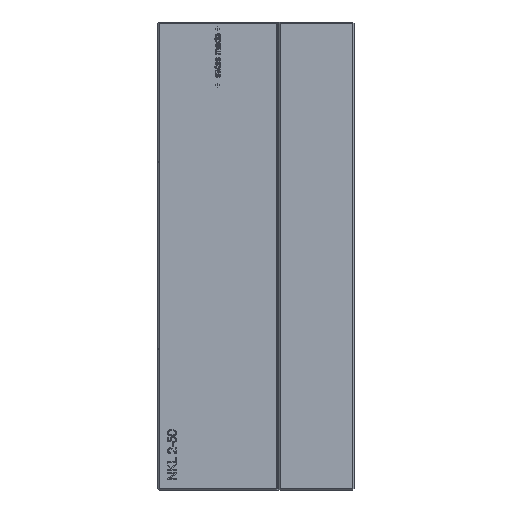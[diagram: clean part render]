
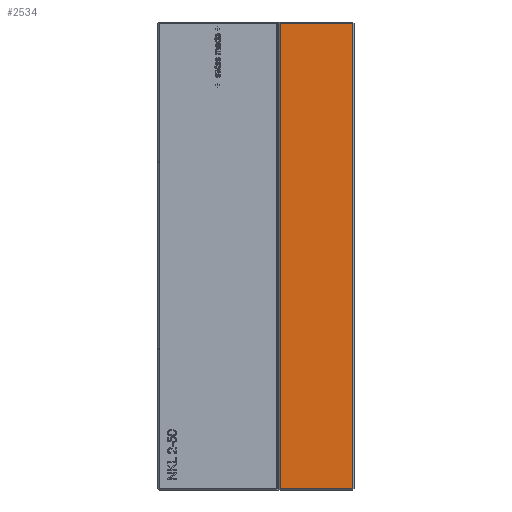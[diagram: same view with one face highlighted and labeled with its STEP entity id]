
A CAD part, left-side view. The second image highlights one B-rep face of the part: STEP entity #2534.
In plain terms, the highlighted planar face has unit normal (-1, 0, 0).
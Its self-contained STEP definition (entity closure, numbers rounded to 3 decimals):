
#453 = PLANE('',#454);
#454 = AXIS2_PLACEMENT_3D('',#455,#456,#457);
#455 = CARTESIAN_POINT('',(-19.925,8.005,0.));
#456 = DIRECTION('',(0.707,-0.707,0.)
  );
#457 = DIRECTION('',(0.,0.,1.));
#839 = PLANE('',#840);
#840 = AXIS2_PLACEMENT_3D('',#841,#842,#843);
#841 = CARTESIAN_POINT('',(-19.925,0.,0.075));
#842 = DIRECTION('',(0.707,0.,0.707));
#843 = DIRECTION('',(0.,-1.,0.));
#1130 = VERTEX_POINT('',#1131);
#1131 = CARTESIAN_POINT('',(-20.,7.93,49.85));
#1157 = EDGE_CURVE('',#1158,#1130,#1160,.T.);
#1158 = VERTEX_POINT('',#1159);
#1159 = CARTESIAN_POINT('',(-20.,7.93,0.15));
#1160 = SURFACE_CURVE('',#1161,(#1165,#1172),.PCURVE_S1.);
#1161 = LINE('',#1162,#1163);
#1162 = CARTESIAN_POINT('',(-20.,7.93,0.));
#1163 = VECTOR('',#1164,1.);
#1164 = DIRECTION('',(0.,0.,1.));
#1165 = PCURVE('',#453,#1166);
#1166 = DEFINITIONAL_REPRESENTATION('',(#1167),#1171);
#1167 = LINE('',#1168,#1169);
#1168 = CARTESIAN_POINT('',(0.,0.106));
#1169 = VECTOR('',#1170,1.);
#1170 = DIRECTION('',(1.,0.));
#1171 = ( GEOMETRIC_REPRESENTATION_CONTEXT(2) 
PARAMETRIC_REPRESENTATION_CONTEXT() REPRESENTATION_CONTEXT('2D SPACE',''
  ) );
#1172 = PCURVE('',#1173,#1178);
#1173 = PLANE('',#1174);
#1174 = AXIS2_PLACEMENT_3D('',#1175,#1176,#1177);
#1175 = CARTESIAN_POINT('',(-20.,0.,0.));
#1176 = DIRECTION('',(-1.,0.,0.));
#1177 = DIRECTION('',(0.,1.,0.));
#1178 = DEFINITIONAL_REPRESENTATION('',(#1179),#1183);
#1179 = LINE('',#1180,#1181);
#1180 = CARTESIAN_POINT('',(7.93,0.));
#1181 = VECTOR('',#1182,1.);
#1182 = DIRECTION('',(0.,-1.));
#1183 = ( GEOMETRIC_REPRESENTATION_CONTEXT(2) 
PARAMETRIC_REPRESENTATION_CONTEXT() REPRESENTATION_CONTEXT('2D SPACE',''
  ) );
#1683 = PLANE('',#1684);
#1684 = AXIS2_PLACEMENT_3D('',#1685,#1686,#1687);
#1685 = CARTESIAN_POINT('',(-19.925,0.,49.925));
#1686 = DIRECTION('',(-0.707,0.,0.707));
#1687 = DIRECTION('',(0.,-1.,0.));
#1904 = VERTEX_POINT('',#1905);
#1905 = CARTESIAN_POINT('',(-20.,0.15,0.15));
#1931 = EDGE_CURVE('',#1904,#1158,#1932,.T.);
#1932 = SURFACE_CURVE('',#1933,(#1937,#1944),.PCURVE_S1.);
#1933 = LINE('',#1934,#1935);
#1934 = CARTESIAN_POINT('',(-20.,0.,0.15));
#1935 = VECTOR('',#1936,1.);
#1936 = DIRECTION('',(0.,1.,0.));
#1937 = PCURVE('',#839,#1938);
#1938 = DEFINITIONAL_REPRESENTATION('',(#1939),#1943);
#1939 = LINE('',#1940,#1941);
#1940 = CARTESIAN_POINT('',(0.,-0.106));
#1941 = VECTOR('',#1942,1.);
#1942 = DIRECTION('',(-1.,0.));
#1943 = ( GEOMETRIC_REPRESENTATION_CONTEXT(2) 
PARAMETRIC_REPRESENTATION_CONTEXT() REPRESENTATION_CONTEXT('2D SPACE',''
  ) );
#1944 = PCURVE('',#1173,#1945);
#1945 = DEFINITIONAL_REPRESENTATION('',(#1946),#1950);
#1946 = LINE('',#1947,#1948);
#1947 = CARTESIAN_POINT('',(0.,-0.15));
#1948 = VECTOR('',#1949,1.);
#1949 = DIRECTION('',(1.,0.));
#1950 = ( GEOMETRIC_REPRESENTATION_CONTEXT(2) 
PARAMETRIC_REPRESENTATION_CONTEXT() REPRESENTATION_CONTEXT('2D SPACE',''
  ) );
#2534 = ADVANCED_FACE('',(#2535),#1173,.T.);
#2535 = FACE_BOUND('',#2536,.T.);
#2536 = EDGE_LOOP('',(#2537,#2538,#2539,#2567));
#2537 = ORIENTED_EDGE('',*,*,#1157,.F.);
#2538 = ORIENTED_EDGE('',*,*,#1931,.F.);
#2539 = ORIENTED_EDGE('',*,*,#2540,.T.);
#2540 = EDGE_CURVE('',#1904,#2541,#2543,.T.);
#2541 = VERTEX_POINT('',#2542);
#2542 = CARTESIAN_POINT('',(-20.,0.15,49.85));
#2543 = SURFACE_CURVE('',#2544,(#2548,#2555),.PCURVE_S1.);
#2544 = LINE('',#2545,#2546);
#2545 = CARTESIAN_POINT('',(-20.,0.15,0.));
#2546 = VECTOR('',#2547,1.);
#2547 = DIRECTION('',(0.,0.,1.));
#2548 = PCURVE('',#1173,#2549);
#2549 = DEFINITIONAL_REPRESENTATION('',(#2550),#2554);
#2550 = LINE('',#2551,#2552);
#2551 = CARTESIAN_POINT('',(0.15,0.));
#2552 = VECTOR('',#2553,1.);
#2553 = DIRECTION('',(0.,-1.));
#2554 = ( GEOMETRIC_REPRESENTATION_CONTEXT(2) 
PARAMETRIC_REPRESENTATION_CONTEXT() REPRESENTATION_CONTEXT('2D SPACE',''
  ) );
#2555 = PCURVE('',#2556,#2561);
#2556 = PLANE('',#2557);
#2557 = AXIS2_PLACEMENT_3D('',#2558,#2559,#2560);
#2558 = CARTESIAN_POINT('',(-19.925,0.075,0.));
#2559 = DIRECTION('',(0.707,0.707,0.
    ));
#2560 = DIRECTION('',(0.,0.,1.));
#2561 = DEFINITIONAL_REPRESENTATION('',(#2562),#2566);
#2562 = LINE('',#2563,#2564);
#2563 = CARTESIAN_POINT('',(0.,-0.106));
#2564 = VECTOR('',#2565,1.);
#2565 = DIRECTION('',(1.,0.));
#2566 = ( GEOMETRIC_REPRESENTATION_CONTEXT(2) 
PARAMETRIC_REPRESENTATION_CONTEXT() REPRESENTATION_CONTEXT('2D SPACE',''
  ) );
#2567 = ORIENTED_EDGE('',*,*,#2568,.T.);
#2568 = EDGE_CURVE('',#2541,#1130,#2569,.T.);
#2569 = SURFACE_CURVE('',#2570,(#2574,#2581),.PCURVE_S1.);
#2570 = LINE('',#2571,#2572);
#2571 = CARTESIAN_POINT('',(-20.,0.,49.85));
#2572 = VECTOR('',#2573,1.);
#2573 = DIRECTION('',(0.,1.,0.));
#2574 = PCURVE('',#1173,#2575);
#2575 = DEFINITIONAL_REPRESENTATION('',(#2576),#2580);
#2576 = LINE('',#2577,#2578);
#2577 = CARTESIAN_POINT('',(0.,-49.85));
#2578 = VECTOR('',#2579,1.);
#2579 = DIRECTION('',(1.,0.));
#2580 = ( GEOMETRIC_REPRESENTATION_CONTEXT(2) 
PARAMETRIC_REPRESENTATION_CONTEXT() REPRESENTATION_CONTEXT('2D SPACE',''
  ) );
#2581 = PCURVE('',#1683,#2582);
#2582 = DEFINITIONAL_REPRESENTATION('',(#2583),#2587);
#2583 = LINE('',#2584,#2585);
#2584 = CARTESIAN_POINT('',(0.,-0.106));
#2585 = VECTOR('',#2586,1.);
#2586 = DIRECTION('',(-1.,0.));
#2587 = ( GEOMETRIC_REPRESENTATION_CONTEXT(2) 
PARAMETRIC_REPRESENTATION_CONTEXT() REPRESENTATION_CONTEXT('2D SPACE',''
  ) );
